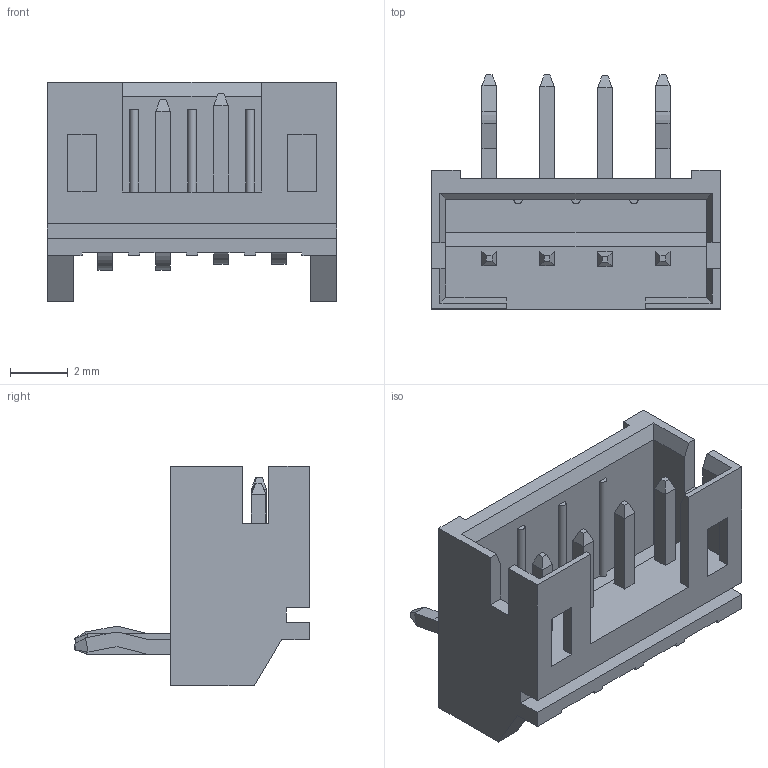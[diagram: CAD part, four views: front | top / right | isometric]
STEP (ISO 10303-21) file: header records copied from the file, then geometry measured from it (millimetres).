
FILE_DESCRIPTION(/* description */ ('Unknown'),/* implementation_level */ '2;1');
FILE_NAME(/* name */ '62000411722',/* time_stamp */ '2018-06-06T14:15:20+02:00',/* author */ ('Unknown'),/* organization */ ('Unknown'),/* preprocessor_version */ 'ST-DEVELOPER v16.7',/* originating_system */ 'DEX',/* authorisation */ $);
FILE_SCHEMA (('AUTOMOTIVE_DESIGN {1 0 10303 214 3 1 1}'));
Length unit declared in the file: millimetre
Products named in the file (4): 6200xx11722; 62000411722; 6200xx11722_PIN1; 6200xx11722_PIN2
Assembly tree (5 placements, depth 2):
  6200xx11722
    62000411722
    6200xx11722_PIN1  x2
    6200xx11722_PIN2  x2
Bounding box: 10 x 8.1 x 7.6 mm (x, y, z)
Volume: 142.3 mm3; surface area: 501.9 mm2
Topology: 5 solids, 5 shells, 192 faces, 516 edges, 332 vertices
Faces by surface type: plane 171, cylinder 21
Entity records: 4819 total; most frequent: CARTESIAN_POINT 840, ORIENTED_EDGE 830, DIRECTION 753, EDGE_CURVE 415, LINE 387, VECTOR 387, VERTEX_POINT 270, AXIS2_PLACEMENT_3D 183
